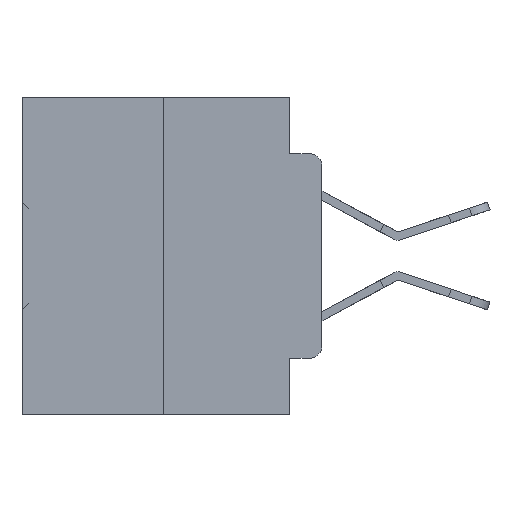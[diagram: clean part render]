
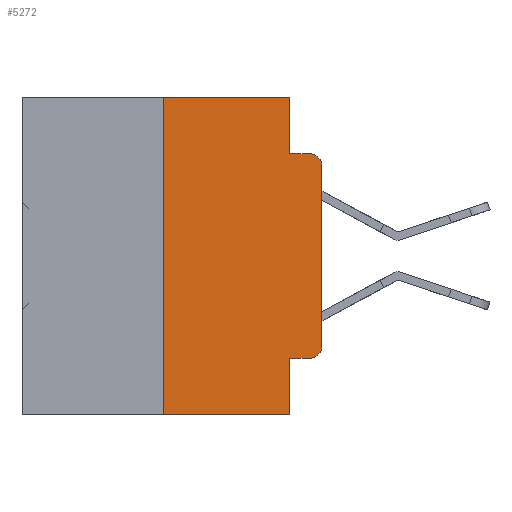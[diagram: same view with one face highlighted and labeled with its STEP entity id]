
A CAD part, left-side view. The second image highlights one B-rep face of the part: STEP entity #5272.
In plain terms, the highlighted planar face has unit normal (-1, 0, 0).
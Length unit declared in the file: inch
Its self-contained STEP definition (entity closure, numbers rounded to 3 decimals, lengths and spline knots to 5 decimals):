
#1217 = ORIENTED_EDGE ( 'NONE', *, *, #33628, .F. ) ;
#1897 = DIRECTION ( 'NONE',  ( 0., -1., 0. ) ) ;
#2300 = CARTESIAN_POINT ( 'NONE',  ( 0., 0.02, -0.1085 ) ) ;
#3441 = VERTEX_POINT ( 'NONE', #11970 ) ;
#4348 = VERTEX_POINT ( 'NONE', #22111 ) ;
#4498 = LINE ( 'NONE', #11132, #28781 ) ;
#4991 = EDGE_CURVE ( 'NONE', #4348, #29348, #34471, .T. ) ;
#5272 = ADVANCED_FACE ( 'NONE', ( #17729 ), #12406, .F. ) ;
#5484 = ORIENTED_EDGE ( 'NONE', *, *, #12793, .T. ) ;
#5617 = DIRECTION ( 'NONE',  ( 0., 0., -1. ) ) ;
#5690 = VECTOR ( 'NONE', #13736, 39.37008 ) ;
#6133 = ORIENTED_EDGE ( 'NONE', *, *, #9474, .T. ) ;
#7688 = DIRECTION ( 'NONE',  ( 0., -1., 0. ) ) ;
#8296 = VECTOR ( 'NONE', #33740, 39.37008 ) ;
#8989 = EDGE_CURVE ( 'NONE', #34432, #31763, #35712, .T. ) ;
#9114 = CARTESIAN_POINT ( 'NONE',  ( 0., 0.051, -0.0885 ) ) ;
#9242 = CARTESIAN_POINT ( 'NONE',  ( 0., 0.473, 0. ) ) ;
#9474 = EDGE_CURVE ( 'NONE', #9997, #38008, #35193, .T. ) ;
#9846 = VECTOR ( 'NONE', #7688, 39.37008 ) ;
#9997 = VERTEX_POINT ( 'NONE', #24182 ) ;
#10075 = CARTESIAN_POINT ( 'NONE',  ( 0., 0.02, -0.4115 ) ) ;
#10971 = CARTESIAN_POINT ( 'NONE',  ( 0., 0.051, 0. ) ) ;
#10977 = AXIS2_PLACEMENT_3D ( 'NONE', #2300, #20921, #5617 ) ;
#11132 = CARTESIAN_POINT ( 'NONE',  ( 0., 0., 0. ) ) ;
#11197 = CARTESIAN_POINT ( 'NONE',  ( 0., 0.473, 0. ) ) ;
#11422 = EDGE_CURVE ( 'NONE', #28499, #4348, #4498, .T. ) ;
#11970 = CARTESIAN_POINT ( 'NONE',  ( 0., 0.25, 0. ) ) ;
#12406 = PLANE ( 'NONE',  #14550 ) ;
#12673 = EDGE_CURVE ( 'NONE', #9997, #36376, #32604, .T. ) ;
#12793 = EDGE_CURVE ( 'NONE', #38051, #36376, #21531, .T. ) ;
#13736 = DIRECTION ( 'NONE',  ( 0., 0., -1. ) ) ;
#14224 = CARTESIAN_POINT ( 'NONE',  ( 0., 0.051, -0.0885 ) ) ;
#14550 = AXIS2_PLACEMENT_3D ( 'NONE', #11197, #19474, #39392 ) ;
#14976 = DIRECTION ( 'NONE',  ( 0., -1., 0. ) ) ;
#15138 = CARTESIAN_POINT ( 'NONE',  ( 0., 0.051, -0.5 ) ) ;
#16420 = ORIENTED_EDGE ( 'NONE', *, *, #11422, .T. ) ;
#16554 = DIRECTION ( 'NONE',  ( -1., 0., 0. ) ) ;
#17729 = FACE_OUTER_BOUND ( 'NONE', #24087, .T. ) ;
#18465 = ORIENTED_EDGE ( 'NONE', *, *, #4991, .T. ) ;
#18979 = ORIENTED_EDGE ( 'NONE', *, *, #12673, .F. ) ;
#19288 = CARTESIAN_POINT ( 'NONE',  ( 0., 0.25, -0.5 ) ) ;
#19474 = DIRECTION ( 'NONE',  ( 1., 0., 0. ) ) ;
#19917 = LINE ( 'NONE', #14224, #21372 ) ;
#20787 = CARTESIAN_POINT ( 'NONE',  ( 0., 0.473, -0.5 ) ) ;
#20921 = DIRECTION ( 'NONE',  ( -1., 0., 0. ) ) ;
#21372 = VECTOR ( 'NONE', #1897, 39.37008 ) ;
#21531 = LINE ( 'NONE', #20787, #32070 ) ;
#22027 = CARTESIAN_POINT ( 'NONE',  ( 0., 0.02, -0.0885 ) ) ;
#22111 = CARTESIAN_POINT ( 'NONE',  ( 0., 0., -0.1085 ) ) ;
#22446 = VECTOR ( 'NONE', #26328, 39.37008 ) ;
#22630 = CIRCLE ( 'NONE', #38374, 0.02 ) ;
#24087 = EDGE_LOOP ( 'NONE', ( #16420, #18465, #30700, #37834, #1217, #25999, #5484, #18979, #6133, #38798 ) ) ;
#24182 = CARTESIAN_POINT ( 'NONE',  ( 0., 0.051, -0.4115 ) ) ;
#25070 = CARTESIAN_POINT ( 'NONE',  ( 0., 0., -0.3915 ) ) ;
#25748 = DIRECTION ( 'NONE',  ( 0., 0., -1. ) ) ;
#25795 = EDGE_CURVE ( 'NONE', #38008, #28499, #22630, .T. ) ;
#25999 = ORIENTED_EDGE ( 'NONE', *, *, #34732, .F. ) ;
#26030 = CARTESIAN_POINT ( 'NONE',  ( 0., 0.02, -0.3915 ) ) ;
#26328 = DIRECTION ( 'NONE',  ( 0., 0., 1. ) ) ;
#26479 = CARTESIAN_POINT ( 'NONE',  ( 0., 0.25, 0. ) ) ;
#27327 = CARTESIAN_POINT ( 'NONE',  ( 0., 0.051, 0. ) ) ;
#28499 = VERTEX_POINT ( 'NONE', #25070 ) ;
#28781 = VECTOR ( 'NONE', #35811, 39.37008 ) ;
#29284 = LINE ( 'NONE', #9242, #8296 ) ;
#29348 = VERTEX_POINT ( 'NONE', #22027 ) ;
#29828 = EDGE_CURVE ( 'NONE', #31763, #29348, #19917, .T. ) ;
#30577 = LINE ( 'NONE', #26479, #22446 ) ;
#30700 = ORIENTED_EDGE ( 'NONE', *, *, #29828, .F. ) ;
#31763 = VERTEX_POINT ( 'NONE', #9114 ) ;
#32070 = VECTOR ( 'NONE', #14976, 39.37008 ) ;
#32604 = LINE ( 'NONE', #38406, #33544 ) ;
#32947 = DIRECTION ( 'NONE',  ( 0., 0., -1. ) ) ;
#33544 = VECTOR ( 'NONE', #32947, 39.37008 ) ;
#33628 = EDGE_CURVE ( 'NONE', #3441, #34432, #29284, .T. ) ;
#33740 = DIRECTION ( 'NONE',  ( 0., -1., 0. ) ) ;
#34432 = VERTEX_POINT ( 'NONE', #27327 ) ;
#34471 = CIRCLE ( 'NONE', #10977, 0.02 ) ;
#34732 = EDGE_CURVE ( 'NONE', #38051, #3441, #30577, .T. ) ;
#35193 = LINE ( 'NONE', #38754, #9846 ) ;
#35712 = LINE ( 'NONE', #10971, #5690 ) ;
#35811 = DIRECTION ( 'NONE',  ( 0., 0., 1. ) ) ;
#36376 = VERTEX_POINT ( 'NONE', #15138 ) ;
#37834 = ORIENTED_EDGE ( 'NONE', *, *, #8989, .F. ) ;
#38008 = VERTEX_POINT ( 'NONE', #10075 ) ;
#38051 = VERTEX_POINT ( 'NONE', #19288 ) ;
#38374 = AXIS2_PLACEMENT_3D ( 'NONE', #26030, #16554, #25748 ) ;
#38406 = CARTESIAN_POINT ( 'NONE',  ( 0., 0.051, 0. ) ) ;
#38754 = CARTESIAN_POINT ( 'NONE',  ( 0., 0.051, -0.4115 ) ) ;
#38798 = ORIENTED_EDGE ( 'NONE', *, *, #25795, .T. ) ;
#39392 = DIRECTION ( 'NONE',  ( 0., 0., -1. ) ) ;
